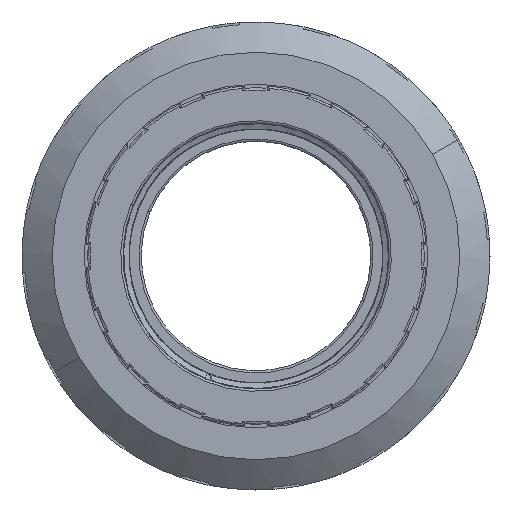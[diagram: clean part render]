
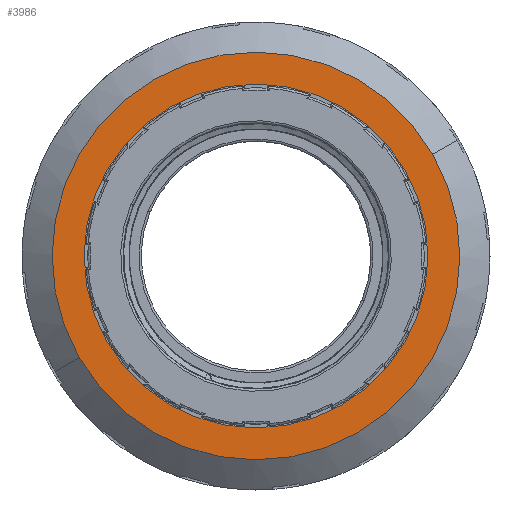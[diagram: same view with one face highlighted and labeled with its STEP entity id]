
A CAD part, left-side view. The second image highlights one B-rep face of the part: STEP entity #3986.
In plain terms, the highlighted planar face has unit normal (-1, 0, 0).
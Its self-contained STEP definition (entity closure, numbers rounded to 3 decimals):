
#3490 = AXIS2_PLACEMENT_3D ( 'NONE', #9647, #9663, #9664 ) ;
#3986 = ADVANCED_FACE ( 'NONE', ( #9659, #9660 ), #9661, .T. ) ;
#4190 = EDGE_CURVE ( 'NONE', #5616, #5540, #13151, .T. ) ;
#4277 = EDGE_CURVE ( 'NONE', #5670, #5653, #13324, .T. ) ;
#4305 = EDGE_CURVE ( 'NONE', #5653, #5670, #13385, .T. ) ;
#5540 = VERTEX_POINT ( 'NONE', #15048 ) ;
#5616 = VERTEX_POINT ( 'NONE', #15147 ) ;
#5653 = VERTEX_POINT ( 'NONE', #15212 ) ;
#5670 = VERTEX_POINT ( 'NONE', #15241 ) ;
#9647 = CARTESIAN_POINT ( 'NONE',  ( 0., 38.5, 0. ) ) ;
#9659 = FACE_BOUND ( 'NONE', #18391, .T. ) ;
#9660 = FACE_OUTER_BOUND ( 'NONE', #18380, .T. ) ;
#9661 = PLANE ( 'NONE',  #3490 ) ;
#9663 = DIRECTION ( 'NONE',  ( -1., 0., 0. ) ) ;
#9664 = DIRECTION ( 'NONE',  ( 0., 0., 1. ) ) ;
#12462 = CARTESIAN_POINT ( 'NONE',  ( 0., 0., 0. ) ) ;
#12464 = DIRECTION ( 'NONE',  ( 1., 0., 0. ) ) ;
#12466 = DIRECTION ( 'NONE',  ( 0., 0., -1. ) ) ;
#13151 = CIRCLE ( 'NONE', #13152, 38.5 ) ;
#13152 = AXIS2_PLACEMENT_3D ( 'NONE', #12462, #12464, #12466 ) ;
#13324 = CIRCLE ( 'NONE', #13342, 45.65 ) ;
#13342 = AXIS2_PLACEMENT_3D ( 'NONE', #14687, #14688, #14689 ) ;
#13385 = CIRCLE ( 'NONE', #13389, 45.65 ) ;
#13389 = AXIS2_PLACEMENT_3D ( 'NONE', #14797, #14798, #14799 ) ;
#13932 = CIRCLE ( 'NONE', #13934, 38.5 ) ;
#13934 = AXIS2_PLACEMENT_3D ( 'NONE', #21291, #21292, #21293 ) ;
#14687 = CARTESIAN_POINT ( 'NONE',  ( 0., 0., 0. ) ) ;
#14688 = DIRECTION ( 'NONE',  ( 1., 0., 0. ) ) ;
#14689 = DIRECTION ( 'NONE',  ( 0., 0., -1. ) ) ;
#14797 = CARTESIAN_POINT ( 'NONE',  ( 0., 0., 0. ) ) ;
#14798 = DIRECTION ( 'NONE',  ( 1., 0., 0. ) ) ;
#14799 = DIRECTION ( 'NONE',  ( 0., 0., -1. ) ) ;
#15048 = CARTESIAN_POINT ( 'NONE',  ( 0., 0., -38.5 ) ) ;
#15147 = CARTESIAN_POINT ( 'NONE',  ( 0., 0., 38.5 ) ) ;
#15212 = CARTESIAN_POINT ( 'NONE',  ( 0., 0., 45.65 ) ) ;
#15241 = CARTESIAN_POINT ( 'NONE',  ( 0., 0., -45.65 ) ) ;
#18380 = EDGE_LOOP ( 'NONE', ( #32089, #32090 ) ) ;
#18391 = EDGE_LOOP ( 'NONE', ( #32087, #32088 ) ) ;
#19813 = EDGE_CURVE ( 'NONE', #5540, #5616, #13932, .T. ) ;
#21291 = CARTESIAN_POINT ( 'NONE',  ( 0., 0., 0. ) ) ;
#21292 = DIRECTION ( 'NONE',  ( 1., 0., 0. ) ) ;
#21293 = DIRECTION ( 'NONE',  ( 0., 0., -1. ) ) ;
#32087 = ORIENTED_EDGE ( 'NONE', *, *, #19813, .T. ) ;
#32088 = ORIENTED_EDGE ( 'NONE', *, *, #4190, .T. ) ;
#32089 = ORIENTED_EDGE ( 'NONE', *, *, #4277, .F. ) ;
#32090 = ORIENTED_EDGE ( 'NONE', *, *, #4305, .F. ) ;
